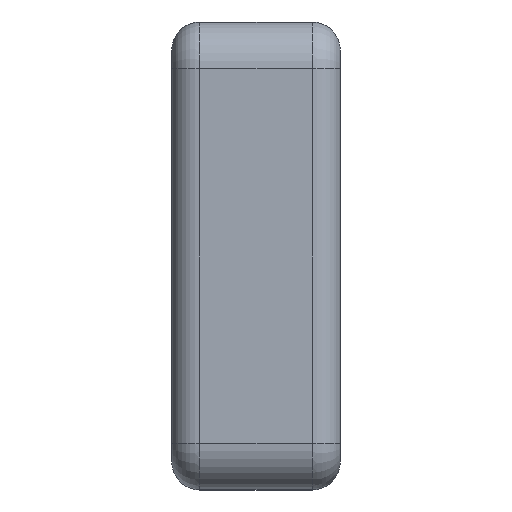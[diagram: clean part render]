
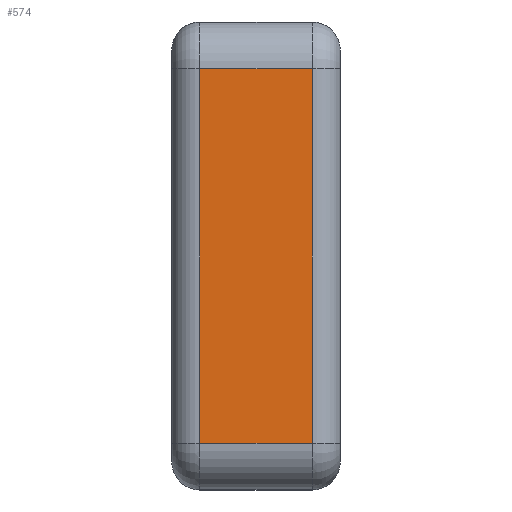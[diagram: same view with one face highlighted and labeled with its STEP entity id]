
A CAD part, left-side view. The second image highlights one B-rep face of the part: STEP entity #574.
In plain terms, the highlighted planar face has unit normal (-1, 0, 0).
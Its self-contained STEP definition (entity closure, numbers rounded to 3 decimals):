
#18 = VECTOR ( 'NONE', #1270, 1000. ) ;
#147 = EDGE_CURVE ( 'NONE', #604, #634, #1296, .T. ) ;
#156 = EDGE_CURVE ( 'NONE', #456, #482, #1193, .T. ) ;
#159 = EDGE_CURVE ( 'NONE', #456, #604, #964, .T. ) ;
#162 = EDGE_CURVE ( 'NONE', #634, #482, #1197, .T. ) ;
#210 = CARTESIAN_POINT ( 'NONE',  ( -112.5, 3., -20. ) ) ;
#227 = CARTESIAN_POINT ( 'NONE',  ( -112.5, 15., -20. ) ) ;
#251 = DIRECTION ( 'NONE',  ( 0., 0., -1. ) ) ;
#253 = DIRECTION ( 'NONE',  ( 1., 0., 0. ) ) ;
#257 = CARTESIAN_POINT ( 'NONE',  ( -112.5, 18., 20. ) ) ;
#268 = PLANE ( 'NONE',  #829 ) ;
#314 = CARTESIAN_POINT ( 'NONE',  ( -112.5, 15., 20. ) ) ;
#333 = CARTESIAN_POINT ( 'NONE',  ( -112.5, 3., 20. ) ) ;
#376 = ORIENTED_EDGE ( 'NONE', *, *, #147, .T. ) ;
#456 = VERTEX_POINT ( 'NONE', #314 ) ;
#482 = VERTEX_POINT ( 'NONE', #333 ) ;
#567 = VECTOR ( 'NONE', #1228, 1000. ) ;
#574 = ADVANCED_FACE ( 'NONE', ( #684 ), #268, .F. ) ;
#583 = VECTOR ( 'NONE', #1265, 1000. ) ;
#604 = VERTEX_POINT ( 'NONE', #227 ) ;
#609 = ORIENTED_EDGE ( 'NONE', *, *, #159, .T. ) ;
#634 = VERTEX_POINT ( 'NONE', #210 ) ;
#684 = FACE_OUTER_BOUND ( 'NONE', #1287, .T. ) ;
#829 = AXIS2_PLACEMENT_3D ( 'NONE', #257, #253, #251 ) ;
#964 = LINE ( 'NONE', #1254, #1195 ) ;
#1059 = ORIENTED_EDGE ( 'NONE', *, *, #162, .T. ) ;
#1110 = ORIENTED_EDGE ( 'NONE', *, *, #156, .F. ) ;
#1193 = LINE ( 'NONE', #1268, #583 ) ;
#1195 = VECTOR ( 'NONE', #1241, 1000. ) ;
#1197 = LINE ( 'NONE', #1239, #567 ) ;
#1228 = DIRECTION ( 'NONE',  ( 0., 0., 1. ) ) ;
#1239 = CARTESIAN_POINT ( 'NONE',  ( -112.5, 3., 20. ) ) ;
#1241 = DIRECTION ( 'NONE',  ( 0., 0., -1. ) ) ;
#1254 = CARTESIAN_POINT ( 'NONE',  ( -112.5, 15., -20. ) ) ;
#1265 = DIRECTION ( 'NONE',  ( 0., -1., 0. ) ) ;
#1268 = CARTESIAN_POINT ( 'NONE',  ( -112.5, 18., 20. ) ) ;
#1270 = DIRECTION ( 'NONE',  ( 0., -1., 0. ) ) ;
#1277 = CARTESIAN_POINT ( 'NONE',  ( -112.5, 18., -20. ) ) ;
#1287 = EDGE_LOOP ( 'NONE', ( #1110, #609, #376, #1059 ) ) ;
#1296 = LINE ( 'NONE', #1277, #18 ) ;
